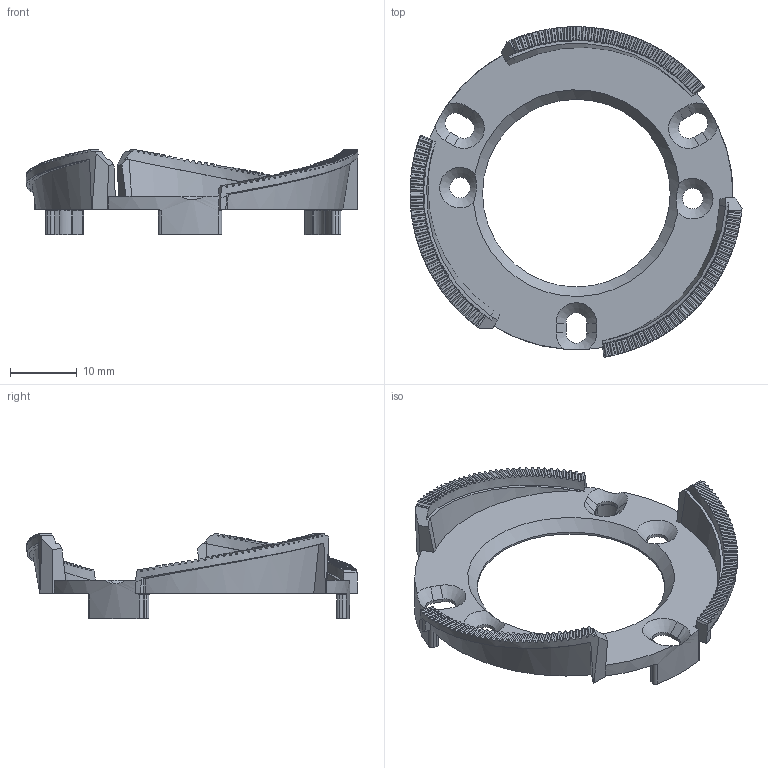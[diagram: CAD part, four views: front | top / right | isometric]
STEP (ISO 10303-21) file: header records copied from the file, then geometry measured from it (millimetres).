
FILE_DESCRIPTION(('STEP AP214'),'1');
FILE_NAME('Base zoom V3 Xicato.stp','2017-10-25T06:11:27',(' '),(' '),'Spatial InterOp 3D',' ',' ');
FILE_SCHEMA(('AUTOMOTIVE_DESIGN { 1 0 10303 214 1 1 1 1 }'));
Length unit declared in the file: millimetre
Products named in the file (1): Base zoom V3 Xicato
Bounding box: 49.86 x 49.62 x 12.85 mm (x, y, z)
Volume: 2777.4 mm3; surface area: 3971.8 mm2
Topology: 1 solids, 1 shells, 580 faces, 1709 edges, 1117 vertices
Faces by surface type: plane 245, cylinder 243, bspline 35, torus 33, cone 15, extrusion 6, revolution 3
Full cylindrical faces by diameter (mm): 3.1 x2, 28.2 x1
Entity records: 27603 total; most frequent: CARTESIAN_POINT 9437, ORIENTED_EDGE 3384, DIRECTION 2014, EDGE_CURVE 1692, VERTEX_POINT 1112, B_SPLINE_CURVE_WITH_KNOTS 969, AXIS2_PLACEMENT_3D 739, EDGE_LOOP 590
